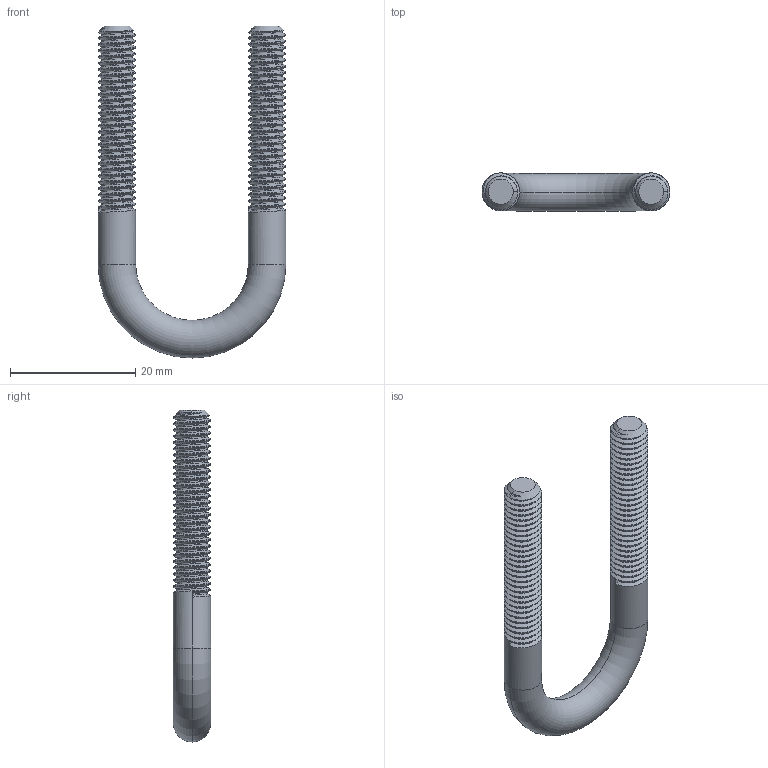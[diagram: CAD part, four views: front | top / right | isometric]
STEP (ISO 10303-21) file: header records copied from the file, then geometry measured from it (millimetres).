
FILE_DESCRIPTION (( 'STEP AP203' ), '1' );
FILE_NAME ('3D_R384_DN17.2_17334600.STEP', '2024-07-18T07:55:49', ( '' ), ( '' ), 'SwSTEP 2.0', 'SolidWorks 2024', '' );
FILE_SCHEMA (( 'CONFIG_CONTROL_DESIGN' ));
Length unit declared in the file: millimetre
Products named in the file (1): 3D_R384_DN17.2_17334600
Bounding box: 30 x 6 x 53 mm (x, y, z)
Volume: 2893.6 mm3; surface area: 2679.5 mm2
Topology: 1 solids, 1 shells, 134 faces, 386 edges, 254 vertices
Faces by surface type: cylinder 116, cone 6, bspline 6, plane 4, torus 2
Entity records: 13241 total; most frequent: CARTESIAN_POINT 10381, ORIENTED_EDGE 772, DIRECTION 412, EDGE_CURVE 386, VERTEX_POINT 254, AXIS2_PLACEMENT_3D 141, EDGE_LOOP 134, FACE_OUTER_BOUND 134
